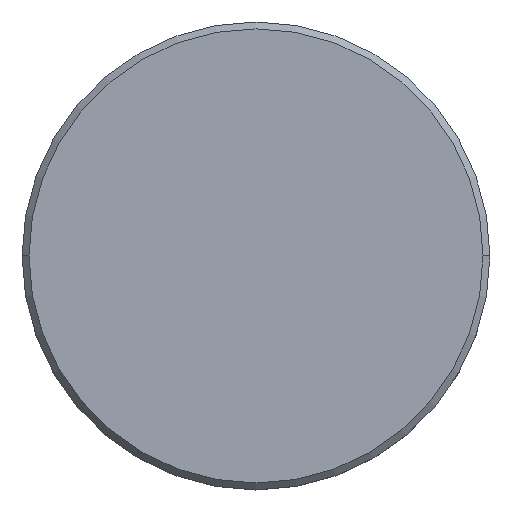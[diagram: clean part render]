
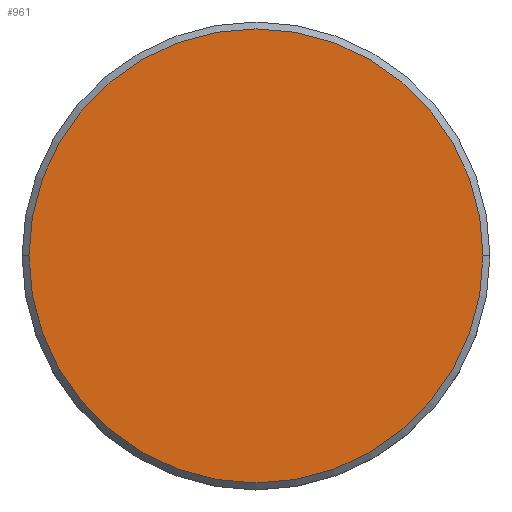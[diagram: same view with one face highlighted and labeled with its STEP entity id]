
A CAD part, top view. The second image highlights one B-rep face of the part: STEP entity #961.
In plain terms, the highlighted planar face has unit normal (0, 0, 1).
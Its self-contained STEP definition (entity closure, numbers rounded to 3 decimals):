
#50 = EDGE_LOOP ( 'NONE', ( #235, #76 ) ) ;
#76 = ORIENTED_EDGE ( 'NONE', *, *, #1053, .T. ) ;
#104 = DIRECTION ( 'NONE',  ( 0., 0., 1. ) ) ;
#112 = FACE_OUTER_BOUND ( 'NONE', #50, .T. ) ;
#125 = CARTESIAN_POINT ( 'NONE',  ( 0., 0., 0. ) ) ;
#170 = CIRCLE ( 'NONE', #852, 16.5 ) ;
#235 = ORIENTED_EDGE ( 'NONE', *, *, #829, .T. ) ;
#240 = VERTEX_POINT ( 'NONE', #721 ) ;
#420 = AXIS2_PLACEMENT_3D ( 'NONE', #1116, #849, #1129 ) ;
#465 = DIRECTION ( 'NONE',  ( 1., 0., 0. ) ) ;
#481 = AXIS2_PLACEMENT_3D ( 'NONE', #125, #493, #867 ) ;
#493 = DIRECTION ( 'NONE',  ( 0., 0., 1. ) ) ;
#593 = CIRCLE ( 'NONE', #481, 16.5 ) ;
#721 = CARTESIAN_POINT ( 'NONE',  ( -16.5, 0., 0. ) ) ;
#754 = PLANE ( 'NONE',  #420 ) ;
#829 = EDGE_CURVE ( 'NONE', #240, #1082, #170, .T. ) ;
#849 = DIRECTION ( 'NONE',  ( 0., 0., 1. ) ) ;
#852 = AXIS2_PLACEMENT_3D ( 'NONE', #1011, #104, #465 ) ;
#867 = DIRECTION ( 'NONE',  ( 1., 0., 0. ) ) ;
#955 = CARTESIAN_POINT ( 'NONE',  ( 16.5, 0., 0. ) ) ;
#961 = ADVANCED_FACE ( 'NONE', ( #112 ), #754, .T. ) ;
#1011 = CARTESIAN_POINT ( 'NONE',  ( 0., 0., 0. ) ) ;
#1053 = EDGE_CURVE ( 'NONE', #1082, #240, #593, .T. ) ;
#1082 = VERTEX_POINT ( 'NONE', #955 ) ;
#1116 = CARTESIAN_POINT ( 'NONE',  ( 0., 0., 0. ) ) ;
#1129 = DIRECTION ( 'NONE',  ( 1., 0., 0. ) ) ;
